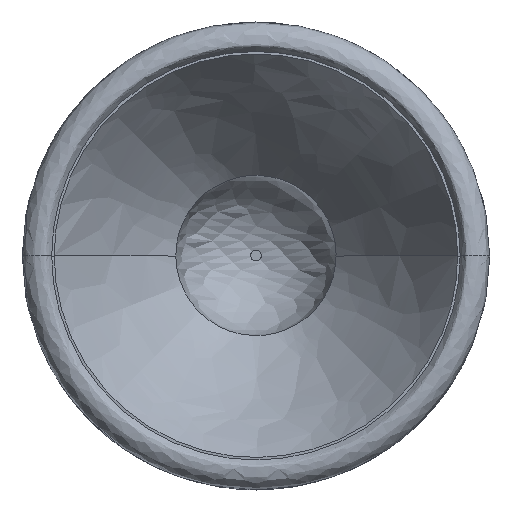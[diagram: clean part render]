
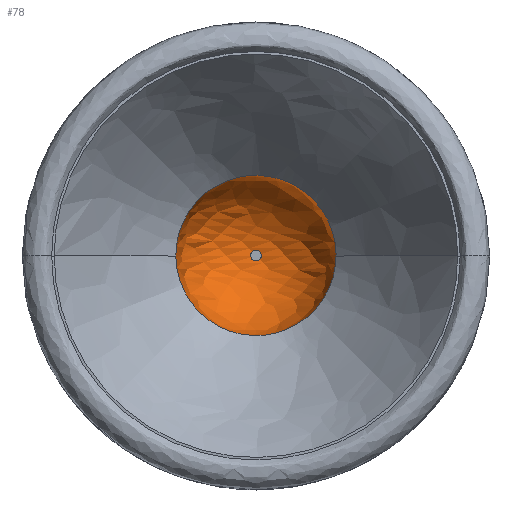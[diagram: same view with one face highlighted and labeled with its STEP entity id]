
A CAD part, top view. The second image highlights one B-rep face of the part: STEP entity #78.
In plain terms, the highlighted free-form (B-spline) face has degree [2, 2] with [5, 5] control points.
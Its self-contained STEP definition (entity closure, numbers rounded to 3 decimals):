
#78=ADVANCED_FACE('',(#120),#502,.T.);
#120=FACE_OUTER_BOUND('',#163,.T.);
#163=EDGE_LOOP('',(#310,#311));
#310=ORIENTED_EDGE('',*,*,#400,.T.);
#311=ORIENTED_EDGE('',*,*,#399,.T.);
#399=EDGE_CURVE('',#459,#460,#590,.T.);
#400=EDGE_CURVE('',#460,#459,#591,.T.);
#459=VERTEX_POINT('',#4844);
#460=VERTEX_POINT('',#4845);
#502=(
BOUNDED_SURFACE()
B_SPLINE_SURFACE(2,2,((#4819,#4820,#4821,#4822,#4823),(#4824,#4825,#4826,
#4827,#4828),(#4829,#4830,#4831,#4832,#4833),(#4834,#4835,#4836,#4837,#4838),
(#4839,#4840,#4841,#4842,#4843)),.UNSPECIFIED.,.F.,.F.,.F.)
B_SPLINE_SURFACE_WITH_KNOTS((3,2,3),(3,2,3),(3.142,4.712,
6.283),(-1.571,0.,1.571),.UNSPECIFIED.)
GEOMETRIC_REPRESENTATION_ITEM()
RATIONAL_B_SPLINE_SURFACE(((1.,0.707,1.,0.707,1.),
(0.707,0.5,0.707,0.5,0.707),(1.,0.707,
1.,0.707,1.),(0.707,0.5,0.707,0.5,0.707),
(1.,0.707,1.,0.707,1.)))
REPRESENTATION_ITEM('')
SURFACE()
);
#590=(
BOUNDED_CURVE()
B_SPLINE_CURVE(2,(#4809,#4810,#4811,#4812,#4813),.UNSPECIFIED.,.F.,.F.)
B_SPLINE_CURVE_WITH_KNOTS((3,2,3),(-1.571,0.,1.571),
.UNSPECIFIED.)
CURVE()
GEOMETRIC_REPRESENTATION_ITEM()
RATIONAL_B_SPLINE_CURVE((1.,0.707,1.,0.707,1.))
REPRESENTATION_ITEM('')
);
#591=(
BOUNDED_CURVE()
B_SPLINE_CURVE(2,(#4814,#4815,#4816,#4817,#4818),.UNSPECIFIED.,.F.,.F.)
B_SPLINE_CURVE_WITH_KNOTS((3,2,3),(-1.571,0.,1.571),
.UNSPECIFIED.)
CURVE()
GEOMETRIC_REPRESENTATION_ITEM()
RATIONAL_B_SPLINE_CURVE((1.,0.707,1.,0.707,1.))
REPRESENTATION_ITEM('')
);
#4809=CARTESIAN_POINT('',(65.982,600.,1116.857));
#4810=CARTESIAN_POINT('',(665.982,600.,1116.857));
#4811=CARTESIAN_POINT('',(665.982,0.,1116.857));
#4812=CARTESIAN_POINT('',(665.982,-600.,1116.857));
#4813=CARTESIAN_POINT('',(65.982,-600.,1116.857));
#4814=CARTESIAN_POINT('',(65.982,-600.,1116.857));
#4815=CARTESIAN_POINT('',(-534.018,-600.,1116.857));
#4816=CARTESIAN_POINT('',(-534.018,0.,1116.857));
#4817=CARTESIAN_POINT('',(-534.018,600.,1116.857));
#4818=CARTESIAN_POINT('',(65.982,600.,1116.857));
#4819=CARTESIAN_POINT('',(65.982,600.,1116.857));
#4820=CARTESIAN_POINT('',(-534.018,600.,1116.857));
#4821=CARTESIAN_POINT('',(-534.018,0.,1116.857));
#4822=CARTESIAN_POINT('',(-534.018,-600.,1116.857));
#4823=CARTESIAN_POINT('',(65.982,-600.,1116.857));
#4824=CARTESIAN_POINT('',(65.982,600.,1116.857));
#4825=CARTESIAN_POINT('',(-534.018,600.,516.857));
#4826=CARTESIAN_POINT('',(-534.018,0.,516.857));
#4827=CARTESIAN_POINT('',(-534.018,-600.,516.857));
#4828=CARTESIAN_POINT('',(65.982,-600.,1116.857));
#4829=CARTESIAN_POINT('',(65.982,600.,1116.857));
#4830=CARTESIAN_POINT('',(65.982,600.,516.857));
#4831=CARTESIAN_POINT('',(65.982,0.,516.857));
#4832=CARTESIAN_POINT('',(65.982,-600.,516.857));
#4833=CARTESIAN_POINT('',(65.982,-600.,1116.857));
#4834=CARTESIAN_POINT('',(65.982,600.,1116.857));
#4835=CARTESIAN_POINT('',(665.982,600.,516.857));
#4836=CARTESIAN_POINT('',(665.982,0.,516.857));
#4837=CARTESIAN_POINT('',(665.982,-600.,516.857));
#4838=CARTESIAN_POINT('',(65.982,-600.,1116.857));
#4839=CARTESIAN_POINT('',(65.982,600.,1116.857));
#4840=CARTESIAN_POINT('',(665.982,600.,1116.857));
#4841=CARTESIAN_POINT('',(665.982,0.,1116.857));
#4842=CARTESIAN_POINT('',(665.982,-600.,1116.857));
#4843=CARTESIAN_POINT('',(65.982,-600.,1116.857));
#4844=CARTESIAN_POINT('',(65.982,600.,1116.857));
#4845=CARTESIAN_POINT('',(65.982,-600.,1116.857));
